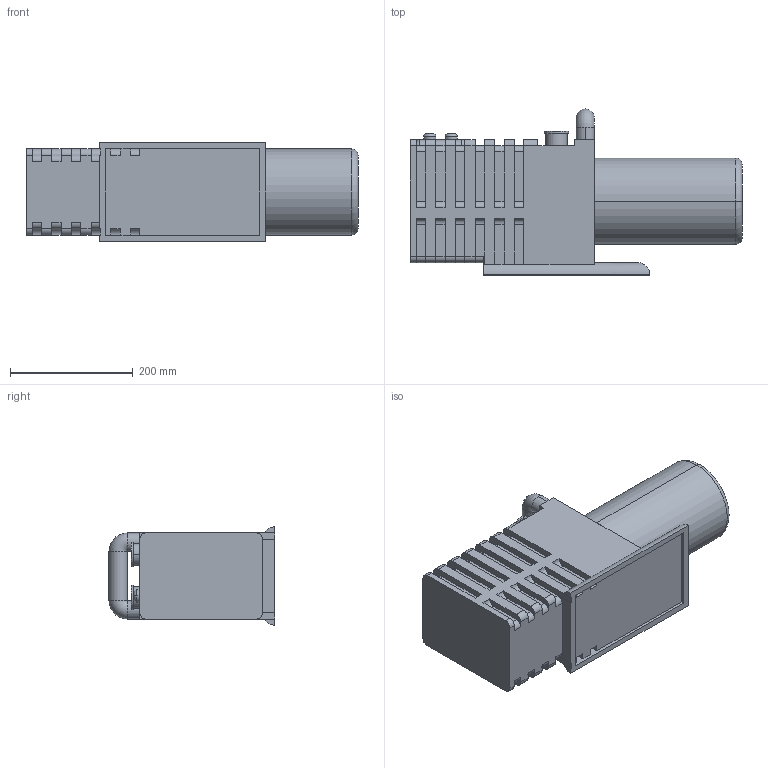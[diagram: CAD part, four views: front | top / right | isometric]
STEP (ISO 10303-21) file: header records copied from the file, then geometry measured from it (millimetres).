
FILE_DESCRIPTION (( 'STEP AP214' ), '1' );
FILE_NAME ('Pump_Bellow.STEP', '2017-08-19T06:30:40', ( 'Sidh Singh' ), ( '' ), 'SwSTEP 2.0', 'SolidWorks 2012', '' );
FILE_SCHEMA (( 'AUTOMOTIVE_DESIGN' ));
Length unit declared in the file: millimetre
Products named in the file (1): Pump_Bellow
Bounding box: 540 x 270 x 160 mm (x, y, z)
Volume: 12338884.3 mm3; surface area: 497004.7 mm2
Topology: 1 solids, 1 shells, 243 faces, 679 edges, 436 vertices
Faces by surface type: plane 125, cylinder 104, torus 10, cone 4
Entity records: 10509 total; most frequent: CARTESIAN_POINT 1431, DIRECTION 1379, ORIENTED_EDGE 1350, EDGE_CURVE 675, AXIS2_PLACEMENT_3D 466, LINE 447, VECTOR 447, VERTEX_POINT 436
